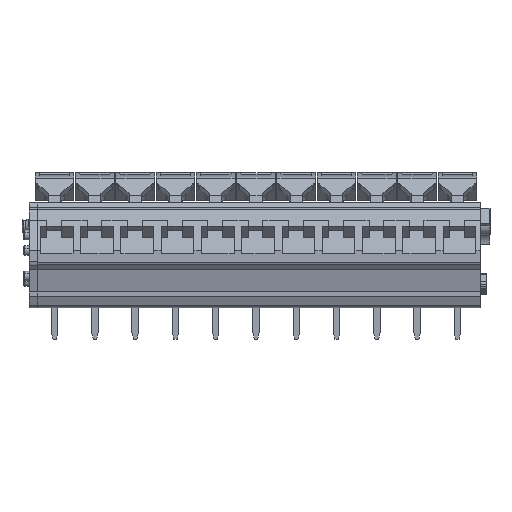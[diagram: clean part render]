
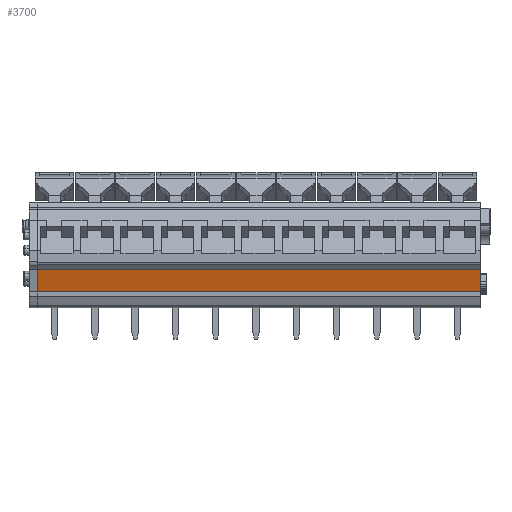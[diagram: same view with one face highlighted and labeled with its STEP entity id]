
A CAD part, front view. The second image highlights one B-rep face of the part: STEP entity #3700.
In plain terms, the highlighted planar face has unit normal (0, -0.966, -0.259).
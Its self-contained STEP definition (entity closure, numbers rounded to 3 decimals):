
#3687=AXIS2_PLACEMENT_3D('Plane Axis2P3D',#3684,#3685,#3686) ;
#879=CARTESIAN_POINT('Vertex',(1.7,1.37,5.863)) ;
#882=CARTESIAN_POINT('Line Origine',(1.7,1.002,7.238)) ;
#886=CARTESIAN_POINT('Vertex',(1.7,0.634,8.613)) ;
#1330=CARTESIAN_POINT('Vertex',(56.7,0.634,8.613)) ;
#1333=CARTESIAN_POINT('Line Origine',(56.7,1.002,7.238)) ;
#1337=CARTESIAN_POINT('Vertex',(56.7,1.37,5.863)) ;
#3671=CARTESIAN_POINT('Line Origine',(29.2,1.37,5.863)) ;
#3684=CARTESIAN_POINT('Axis2P3D Location',(3.85,1.37,5.863)) ;
#3689=CARTESIAN_POINT('Line Origine',(29.2,0.634,8.613)) ;
#883=DIRECTION('Vector Direction',(0.,-0.259,0.966)) ;
#1334=DIRECTION('Vector Direction',(0.,-0.259,0.966)) ;
#3672=DIRECTION('Vector Direction',(-1.,0.,0.)) ;
#3685=DIRECTION('Axis2P3D Direction',(0.,-0.966,-0.259)) ;
#3686=DIRECTION('Axis2P3D XDirection',(0.,-0.259,0.966)) ;
#3690=DIRECTION('Vector Direction',(-1.,0.,0.)) ;
#884=VECTOR('Line Direction',#883,1.) ;
#1335=VECTOR('Line Direction',#1334,1.) ;
#3673=VECTOR('Line Direction',#3672,1.) ;
#3691=VECTOR('Line Direction',#3690,1.) ;
#3695=ORIENTED_EDGE('',*,*,#3675,.F.) ;
#3696=ORIENTED_EDGE('',*,*,#1339,.T.) ;
#3697=ORIENTED_EDGE('',*,*,#3693,.T.) ;
#3698=ORIENTED_EDGE('',*,*,#888,.F.) ;
#3700=ADVANCED_FACE('Housing\\LMZF500-housing',(#3699),#3688,.T.) ;
#888=EDGE_CURVE('',#880,#887,#885,.T.) ;
#1339=EDGE_CURVE('',#1338,#1331,#1336,.T.) ;
#3675=EDGE_CURVE('',#1338,#880,#3674,.T.) ;
#3693=EDGE_CURVE('',#1331,#887,#3692,.T.) ;
#3694=EDGE_LOOP('',(#3695,#3696,#3697,#3698)) ;
#3699=FACE_OUTER_BOUND('',#3694,.T.) ;
#885=LINE('Line',#882,#884) ;
#1336=LINE('Line',#1333,#1335) ;
#3674=LINE('Line',#3671,#3673) ;
#3692=LINE('Line',#3689,#3691) ;
#3688=PLANE('',#3687) ;
#880=VERTEX_POINT('',#879) ;
#887=VERTEX_POINT('',#886) ;
#1331=VERTEX_POINT('',#1330) ;
#1338=VERTEX_POINT('',#1337) ;
